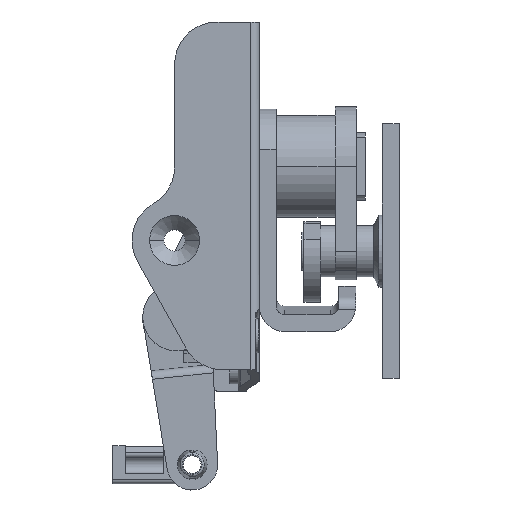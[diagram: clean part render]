
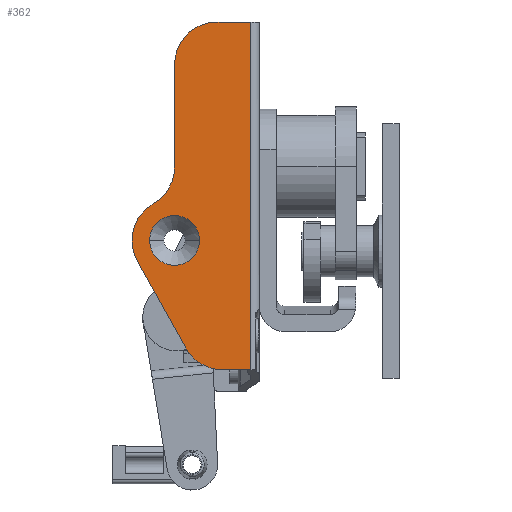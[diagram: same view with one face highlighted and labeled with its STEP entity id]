
A CAD part, top view. The second image highlights one B-rep face of the part: STEP entity #362.
In plain terms, the highlighted planar face has unit normal (0, 0, 1).
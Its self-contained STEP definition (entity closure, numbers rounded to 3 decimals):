
#236 = VERTEX_POINT ( 'NONE', #3674 ) ;
#293 = EDGE_CURVE ( 'NONE', #236, #294, #3813, .T. ) ;
#294 = VERTEX_POINT ( 'NONE', #3808 ) ;
#341 = EDGE_CURVE ( 'NONE', #342, #369, #3904, .T. ) ;
#342 = VERTEX_POINT ( 'NONE', #3900 ) ;
#343 = ORIENTED_EDGE ( 'NONE', *, *, #344, .T. ) ;
#344 = EDGE_CURVE ( 'NONE', #342, #345, #3899, .T. ) ;
#345 = VERTEX_POINT ( 'NONE', #3894 ) ;
#346 = ORIENTED_EDGE ( 'NONE', *, *, #347, .T. ) ;
#347 = EDGE_CURVE ( 'NONE', #345, #348, #3893, .T. ) ;
#348 = VERTEX_POINT ( 'NONE', #3889 ) ;
#349 = ORIENTED_EDGE ( 'NONE', *, *, #350, .T. ) ;
#350 = EDGE_CURVE ( 'NONE', #348, #351, #3888, .T. ) ;
#351 = VERTEX_POINT ( 'NONE', #3947 ) ;
#352 = ORIENTED_EDGE ( 'NONE', *, *, #413, .T. ) ;
#353 = VERTEX_POINT ( 'NONE', #3946 ) ;
#362 = ADVANCED_FACE ( 'NONE', ( #3930, #3929 ), #3928, .T. ) ;
#363 = EDGE_LOOP ( 'NONE', ( #364, #368, #428, #343, #346, #349, #352, #414, #417 ) ) ;
#364 = ORIENTED_EDGE ( 'NONE', *, *, #365, .T. ) ;
#365 = EDGE_CURVE ( 'NONE', #366, #367, #3923, .T. ) ;
#366 = VERTEX_POINT ( 'NONE', #3919 ) ;
#367 = VERTEX_POINT ( 'NONE', #3918 ) ;
#368 = ORIENTED_EDGE ( 'NONE', *, *, #427, .T. ) ;
#369 = VERTEX_POINT ( 'NONE', #3917 ) ;
#413 = EDGE_CURVE ( 'NONE', #351, #353, #4026, .T. ) ;
#414 = ORIENTED_EDGE ( 'NONE', *, *, #415, .T. ) ;
#415 = EDGE_CURVE ( 'NONE', #353, #416, #4021, .T. ) ;
#416 = VERTEX_POINT ( 'NONE', #4017 ) ;
#417 = ORIENTED_EDGE ( 'NONE', *, *, #418, .T. ) ;
#418 = EDGE_CURVE ( 'NONE', #416, #366, #4015, .T. ) ;
#419 = EDGE_LOOP ( 'NONE', ( #420, #422 ) ) ;
#420 = ORIENTED_EDGE ( 'NONE', *, *, #421, .F. ) ;
#421 = EDGE_CURVE ( 'NONE', #294, #236, #4072, .T. ) ;
#422 = ORIENTED_EDGE ( 'NONE', *, *, #293, .F. ) ;
#427 = EDGE_CURVE ( 'NONE', #367, #369, #4057, .T. ) ;
#428 = ORIENTED_EDGE ( 'NONE', *, *, #341, .F. ) ;
#3674 = CARTESIAN_POINT ( 'NONE',  ( -25.872, -17.5, 21. ) ) ;
#3808 = CARTESIAN_POINT ( 'NONE',  ( -14.128, -17.5, 21. ) ) ;
#3809 = DIRECTION ( 'NONE',  ( 1., 0., 0. ) ) ;
#3810 = DIRECTION ( 'NONE',  ( 0., 0., 1. ) ) ;
#3811 = CARTESIAN_POINT ( 'NONE',  ( -20., -17.5, 21. ) ) ;
#3812 = AXIS2_PLACEMENT_3D ( 'NONE', #3811, #3810, #3809 ) ;
#3813 = CIRCLE ( 'NONE', #3812, 5.872 ) ;
#3884 = DIRECTION ( 'NONE',  ( -1., 0., 0. ) ) ;
#3885 = DIRECTION ( 'NONE',  ( 0., 0., -1. ) ) ;
#3886 = CARTESIAN_POINT ( 'NONE',  ( -30., -0.179, 21. ) ) ;
#3887 = AXIS2_PLACEMENT_3D ( 'NONE', #3886, #3885, #3884 ) ;
#3888 = CIRCLE ( 'NONE', #3887, 10. ) ;
#3889 = CARTESIAN_POINT ( 'NONE',  ( -20., -0.179, 21. ) ) ;
#3890 = DIRECTION ( 'NONE',  ( 0., -1., 0. ) ) ;
#3891 = VECTOR ( 'NONE', #3890, 1000. ) ;
#3892 = CARTESIAN_POINT ( 'NONE',  ( -20., 24., 21. ) ) ;
#3893 = LINE ( 'NONE', #3892, #3891 ) ;
#3894 = CARTESIAN_POINT ( 'NONE',  ( -20., 24., 21. ) ) ;
#3895 = DIRECTION ( 'NONE',  ( 1., 0., 0. ) ) ;
#3896 = DIRECTION ( 'NONE',  ( 0., 0., 1. ) ) ;
#3897 = CARTESIAN_POINT ( 'NONE',  ( -10., 24., 21. ) ) ;
#3898 = AXIS2_PLACEMENT_3D ( 'NONE', #3897, #3896, #3895 ) ;
#3899 = CIRCLE ( 'NONE', #3898, 10. ) ;
#3900 = CARTESIAN_POINT ( 'NONE',  ( -10., 34., 21. ) ) ;
#3901 = DIRECTION ( 'NONE',  ( 1., 0., 0. ) ) ;
#3902 = VECTOR ( 'NONE', #3901, 1000. ) ;
#3903 = CARTESIAN_POINT ( 'NONE',  ( -2., 34., 21. ) ) ;
#3904 = LINE ( 'NONE', #3903, #3902 ) ;
#3917 = CARTESIAN_POINT ( 'NONE',  ( -2., 34., 21. ) ) ;
#3918 = CARTESIAN_POINT ( 'NONE',  ( -2., -48., 21. ) ) ;
#3919 = CARTESIAN_POINT ( 'NONE',  ( -8.615, -48., 21. ) ) ;
#3920 = DIRECTION ( 'NONE',  ( 1., 0., 0. ) ) ;
#3921 = VECTOR ( 'NONE', #3920, 1000. ) ;
#3922 = CARTESIAN_POINT ( 'NONE',  ( -2., -48., 21. ) ) ;
#3923 = LINE ( 'NONE', #3922, #3921 ) ;
#3924 = DIRECTION ( 'NONE',  ( 0., -1., 0. ) ) ;
#3925 = DIRECTION ( 'NONE',  ( 0., 0., 1. ) ) ;
#3926 = CARTESIAN_POINT ( 'NONE',  ( -2., 34., 21. ) ) ;
#3927 = AXIS2_PLACEMENT_3D ( 'NONE', #3926, #3925, #3924 ) ;
#3928 = PLANE ( 'NONE',  #3927 ) ;
#3929 = FACE_BOUND ( 'NONE', #419, .T. ) ;
#3930 = FACE_OUTER_BOUND ( 'NONE', #363, .T. ) ;
#3946 = CARTESIAN_POINT ( 'NONE',  ( -28.742, -22.355, 21. ) ) ;
#3947 = CARTESIAN_POINT ( 'NONE',  ( -25., -8.84, 21. ) ) ;
#4011 = DIRECTION ( 'NONE',  ( -1., 0., 0. ) ) ;
#4012 = DIRECTION ( 'NONE',  ( 0., 0., 1. ) ) ;
#4013 = CARTESIAN_POINT ( 'NONE',  ( -8.615, -38., 21. ) ) ;
#4014 = AXIS2_PLACEMENT_3D ( 'NONE', #4013, #4012, #4011 ) ;
#4015 = CIRCLE ( 'NONE', #4014, 10. ) ;
#4016 = CARTESIAN_POINT ( 'NONE',  ( -20., -17.5, 21. ) ) ;
#4017 = CARTESIAN_POINT ( 'NONE',  ( -17.357, -42.855, 21. ) ) ;
#4018 = DIRECTION ( 'NONE',  ( 0.486, -0.874, 0. ) ) ;
#4019 = VECTOR ( 'NONE', #4018, 1000. ) ;
#4020 = CARTESIAN_POINT ( 'NONE',  ( -17.357, -42.855, 21. ) ) ;
#4021 = LINE ( 'NONE', #4020, #4019 ) ;
#4022 = DIRECTION ( 'NONE',  ( 1., 0., 0. ) ) ;
#4023 = DIRECTION ( 'NONE',  ( 0., 0., 1. ) ) ;
#4024 = CARTESIAN_POINT ( 'NONE',  ( -20., -17.5, 21. ) ) ;
#4025 = AXIS2_PLACEMENT_3D ( 'NONE', #4024, #4023, #4022 ) ;
#4026 = CIRCLE ( 'NONE', #4025, 10. ) ;
#4054 = DIRECTION ( 'NONE',  ( 0., 1., 0. ) ) ;
#4055 = VECTOR ( 'NONE', #4054, 1000. ) ;
#4056 = CARTESIAN_POINT ( 'NONE',  ( -2., 34., 21. ) ) ;
#4057 = LINE ( 'NONE', #4056, #4055 ) ;
#4069 = DIRECTION ( 'NONE',  ( 1., 0., 0. ) ) ;
#4070 = DIRECTION ( 'NONE',  ( 0., 0., 1. ) ) ;
#4071 = AXIS2_PLACEMENT_3D ( 'NONE', #4016, #4070, #4069 ) ;
#4072 = CIRCLE ( 'NONE', #4071, 5.872 ) ;
